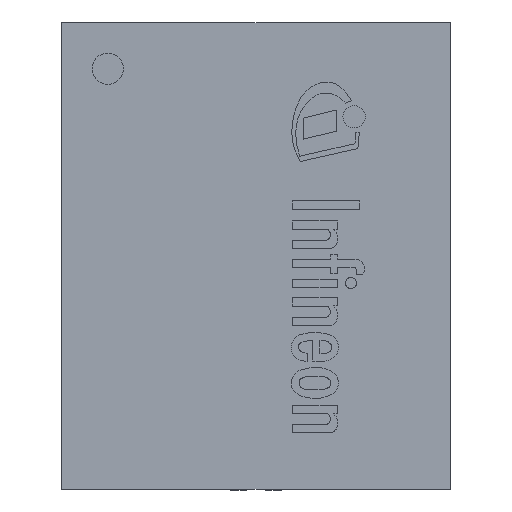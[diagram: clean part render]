
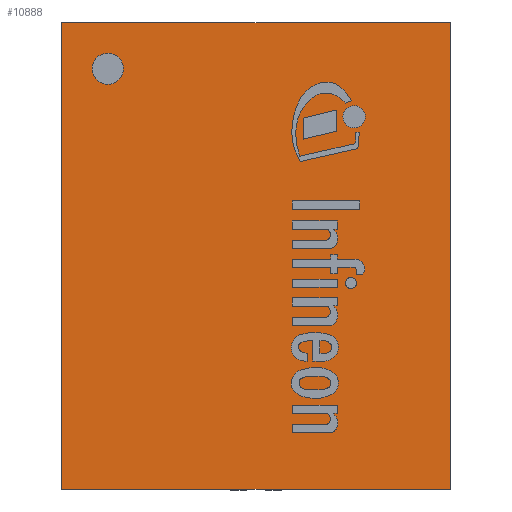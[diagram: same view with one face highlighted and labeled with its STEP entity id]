
A CAD part, top view. The second image highlights one B-rep face of the part: STEP entity #10888.
In plain terms, the highlighted planar face has unit normal (0, 0, 1).
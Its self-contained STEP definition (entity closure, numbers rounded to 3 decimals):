
#175=FACE_BOUND('',#1591,.T.);
#456=PLANE('',#11841);
#975=FACE_OUTER_BOUND('',#1590,.T.);
#1590=EDGE_LOOP('',(#8913,#8914,#8915,#8916));
#1591=EDGE_LOOP('',(#8917));
#2474=LINE('',#17242,#3504);
#2477=LINE('',#17247,#3507);
#2479=LINE('',#17251,#3509);
#2481=LINE('',#17254,#3511);
#3504=VECTOR('',#14152,1.);
#3507=VECTOR('',#14157,1.);
#3509=VECTOR('',#14161,1.);
#3511=VECTOR('',#14165,1.);
#4217=CIRCLE('',#11834,0.2);
#4977=VERTEX_POINT('',#17226);
#4982=VERTEX_POINT('',#17240);
#4983=VERTEX_POINT('',#17241);
#4984=VERTEX_POINT('',#17246);
#4985=VERTEX_POINT('',#17250);
#6361=EDGE_CURVE('',#4977,#4977,#4217,.T.);
#6366=EDGE_CURVE('',#4982,#4983,#2474,.T.);
#6369=EDGE_CURVE('',#4983,#4984,#2477,.T.);
#6371=EDGE_CURVE('',#4984,#4985,#2479,.T.);
#6373=EDGE_CURVE('',#4985,#4982,#2481,.T.);
#8913=ORIENTED_EDGE('',*,*,#6371,.T.);
#8914=ORIENTED_EDGE('',*,*,#6373,.T.);
#8915=ORIENTED_EDGE('',*,*,#6366,.T.);
#8916=ORIENTED_EDGE('',*,*,#6369,.T.);
#8917=ORIENTED_EDGE('',*,*,#6361,.T.);
#10888=ADVANCED_FACE('',(#975,#175),#456,.F.);
#11834=AXIS2_PLACEMENT_3D('',#17228,#14140,#14141);
#11841=AXIS2_PLACEMENT_3D('',#17255,#14166,#14167);
#14140=DIRECTION('center_axis',(0.,0.,-1.));
#14141=DIRECTION('ref_axis',(0.,1.,0.));
#14152=DIRECTION('',(-1.,0.,0.));
#14157=DIRECTION('',(0.,-1.,0.));
#14161=DIRECTION('',(1.,0.,0.));
#14165=DIRECTION('',(0.,1.,0.));
#14166=DIRECTION('center_axis',(0.,0.,-1.));
#14167=DIRECTION('ref_axis',(-1.,0.,0.));
#17226=CARTESIAN_POINT('',(-1.9,2.2,0.9));
#17228=CARTESIAN_POINT('Origin',(-1.9,2.4,0.9));
#17240=CARTESIAN_POINT('',(2.49,2.99,0.9));
#17241=CARTESIAN_POINT('',(-2.49,2.99,0.9));
#17242=CARTESIAN_POINT('',(1.245,2.99,0.9));
#17246=CARTESIAN_POINT('',(-2.49,-2.99,0.9));
#17247=CARTESIAN_POINT('',(-2.49,1.495,0.9));
#17250=CARTESIAN_POINT('',(2.49,-2.99,0.9));
#17251=CARTESIAN_POINT('',(-1.245,-2.99,0.9));
#17254=CARTESIAN_POINT('',(2.49,-1.495,0.9));
#17255=CARTESIAN_POINT('Origin',(0.,0.,0.9));
